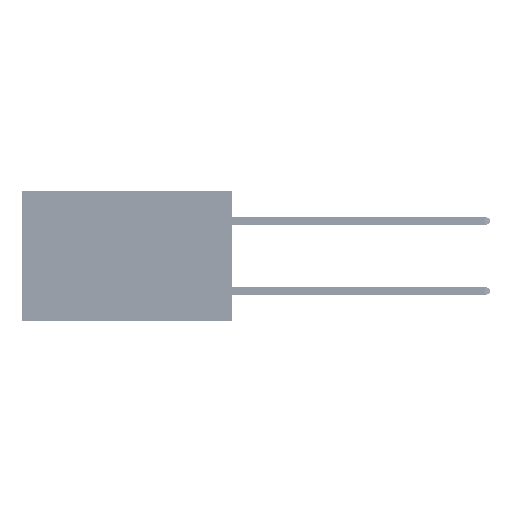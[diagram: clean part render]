
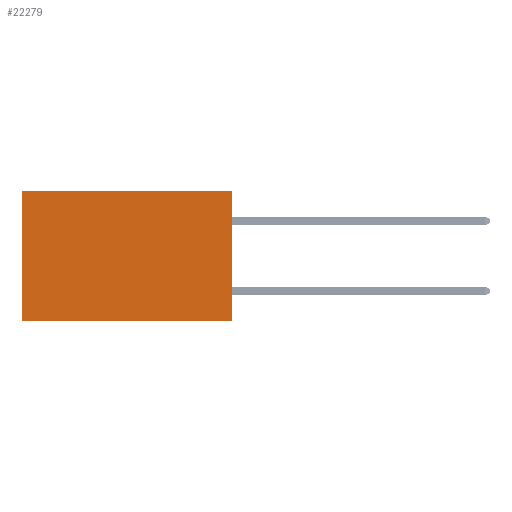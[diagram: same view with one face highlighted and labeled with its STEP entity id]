
A CAD part, left-side view. The second image highlights one B-rep face of the part: STEP entity #22279.
In plain terms, the highlighted planar face has unit normal (-1, 0, 0).
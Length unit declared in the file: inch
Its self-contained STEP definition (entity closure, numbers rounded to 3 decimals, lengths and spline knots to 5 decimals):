
#1236 = CARTESIAN_POINT ( 'NONE',  ( 0.2875, 0., 0. ) ) ;
#3661 = ORIENTED_EDGE ( 'NONE', *, *, #27940, .F. ) ;
#4475 = FACE_OUTER_BOUND ( 'NONE', #35395, .T. ) ;
#5211 = LINE ( 'NONE', #35957, #43933 ) ;
#8693 = CARTESIAN_POINT ( 'NONE',  ( 0.2875, 0., -0.37 ) ) ;
#10653 = VERTEX_POINT ( 'NONE', #45907 ) ;
#11394 = VERTEX_POINT ( 'NONE', #40656 ) ;
#14236 = ORIENTED_EDGE ( 'NONE', *, *, #40253, .T. ) ;
#16008 = ORIENTED_EDGE ( 'NONE', *, *, #29581, .T. ) ;
#16553 = DIRECTION ( 'NONE',  ( 0., 1., 0. ) ) ;
#16969 = DIRECTION ( 'NONE',  ( 0., 1., 0. ) ) ;
#18349 = LINE ( 'NONE', #28742, #37611 ) ;
#20155 = DIRECTION ( 'NONE',  ( 0., 0., -1. ) ) ;
#22279 = ADVANCED_FACE ( 'NONE', ( #4475 ), #39149, .F. ) ;
#22344 = VERTEX_POINT ( 'NONE', #8693 ) ;
#23877 = VECTOR ( 'NONE', #16969, 39.37008 ) ;
#25102 = LINE ( 'NONE', #28522, #23877 ) ;
#27940 = EDGE_CURVE ( 'NONE', #11394, #22344, #37747, .T. ) ;
#28136 = AXIS2_PLACEMENT_3D ( 'NONE', #35454, #43132, #20155 ) ;
#28522 = CARTESIAN_POINT ( 'NONE',  ( 0.2875, 0., 0. ) ) ;
#28559 = DIRECTION ( 'NONE',  ( 0., 0., -1. ) ) ;
#28742 = CARTESIAN_POINT ( 'NONE',  ( 0.2875, 0.6, 0. ) ) ;
#29581 = EDGE_CURVE ( 'NONE', #38705, #10653, #18349, .T. ) ;
#32572 = DIRECTION ( 'NONE',  ( 0., 0., -1. ) ) ;
#35030 = EDGE_CURVE ( 'NONE', #22344, #10653, #5211, .T. ) ;
#35395 = EDGE_LOOP ( 'NONE', ( #16008, #39392, #3661, #14236 ) ) ;
#35454 = CARTESIAN_POINT ( 'NONE',  ( 0.2875, 0., 0. ) ) ;
#35957 = CARTESIAN_POINT ( 'NONE',  ( 0.2875, 0., -0.37 ) ) ;
#37611 = VECTOR ( 'NONE', #32572, 39.37008 ) ;
#37747 = LINE ( 'NONE', #1236, #38951 ) ;
#38705 = VERTEX_POINT ( 'NONE', #43654 ) ;
#38951 = VECTOR ( 'NONE', #28559, 39.37008 ) ;
#39149 = PLANE ( 'NONE',  #28136 ) ;
#39392 = ORIENTED_EDGE ( 'NONE', *, *, #35030, .F. ) ;
#40253 = EDGE_CURVE ( 'NONE', #11394, #38705, #25102, .T. ) ;
#40656 = CARTESIAN_POINT ( 'NONE',  ( 0.2875, 0., 0. ) ) ;
#43132 = DIRECTION ( 'NONE',  ( 1., 0., 0. ) ) ;
#43654 = CARTESIAN_POINT ( 'NONE',  ( 0.2875, 0.6, 0. ) ) ;
#43933 = VECTOR ( 'NONE', #16553, 39.37008 ) ;
#45907 = CARTESIAN_POINT ( 'NONE',  ( 0.2875, 0.6, -0.37 ) ) ;
